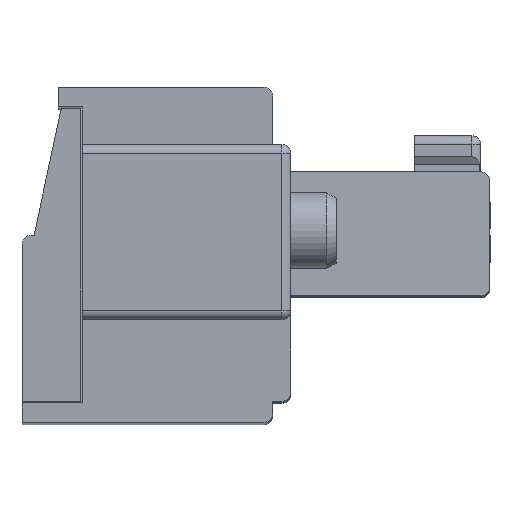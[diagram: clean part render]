
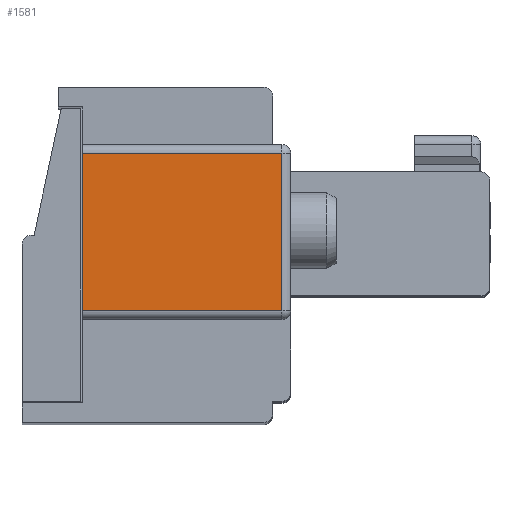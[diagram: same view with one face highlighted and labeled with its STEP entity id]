
A CAD part, top view. The second image highlights one B-rep face of the part: STEP entity #1581.
In plain terms, the highlighted planar face has unit normal (0, 0, 1).
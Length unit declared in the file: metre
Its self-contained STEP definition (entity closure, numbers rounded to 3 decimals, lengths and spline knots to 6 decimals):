
#1581=ADVANCED_FACE('',(#3704),#3705,.T.);
#3704=FACE_OUTER_BOUND('',#6348,.T.);
#3705=PLANE('',#6349);
#6348=EDGE_LOOP('',(#11185,#11186,#11187,#11188));
#6349=AXIS2_PLACEMENT_3D('',#11189,#11190,#11191);
#11185=ORIENTED_EDGE('',*,*,#16380,.T.);
#11186=ORIENTED_EDGE('',*,*,#16893,.T.);
#11187=ORIENTED_EDGE('',*,*,#16894,.T.);
#11188=ORIENTED_EDGE('',*,*,#16895,.T.);
#11189=CARTESIAN_POINT('',(0.007073,0.00941,0.039088));
#11190=DIRECTION('',(0.,0.,1.0));
#11191=DIRECTION('',(1.0,0.,0.0));
#16380=EDGE_CURVE('',#20040,#20038,#20041,.T.);
#16893=EDGE_CURVE('',#20038,#20793,#20794,.T.);
#16894=EDGE_CURVE('',#20793,#20795,#20796,.T.);
#16895=EDGE_CURVE('',#20795,#20040,#20797,.T.);
#20038=VERTEX_POINT('',#25253);
#20040=VERTEX_POINT('',#25255);
#20041=LINE('',#25256,#25257);
#20793=VERTEX_POINT('',#26357);
#20794=LINE('',#26358,#26359);
#20795=VERTEX_POINT('',#26360);
#20796=LINE('',#26361,#26362);
#20797=LINE('',#26363,#26364);
#25253=CARTESIAN_POINT('',(0.000473,0.00421,0.039088));
#25255=CARTESIAN_POINT('',(0.000473,0.00941,0.039088));
#25256=CARTESIAN_POINT('',(0.000473,0.00391,0.039088));
#25257=VECTOR('',#29871,1.0);
#26357=CARTESIAN_POINT('',(0.007073,0.00421,0.039088));
#26358=CARTESIAN_POINT('',(0.007073,0.00421,0.039088));
#26359=VECTOR('',#30384,1.0);
#26360=CARTESIAN_POINT('',(0.007073,0.00941,0.039088));
#26361=CARTESIAN_POINT('',(0.007073,0.00941,0.039088));
#26362=VECTOR('',#30385,1.0);
#26363=CARTESIAN_POINT('',(0.007073,0.00941,0.039088));
#26364=VECTOR('',#30386,1.0);
#29871=DIRECTION('',(0.,-1.0,0.));
#30384=DIRECTION('',(1.0,0.,0.));
#30385=DIRECTION('',(0.,1.0,0.));
#30386=DIRECTION('',(-1.0,0.,0.));
